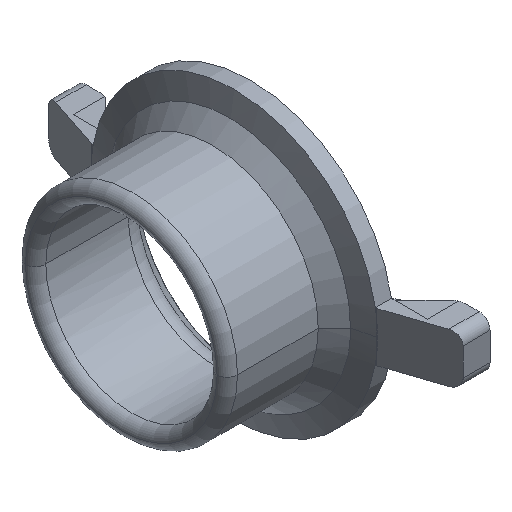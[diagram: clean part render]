
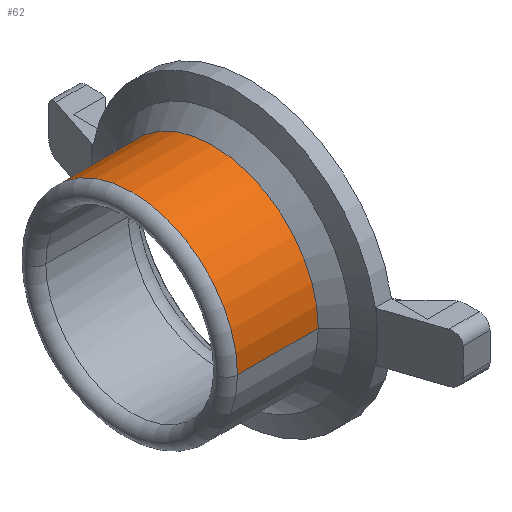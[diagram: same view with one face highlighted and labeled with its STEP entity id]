
A CAD part, isometric view. The second image highlights one B-rep face of the part: STEP entity #62.
In plain terms, the highlighted cylindrical face has radius 9.8 mm (diameter 19.6 mm), a partial arc.
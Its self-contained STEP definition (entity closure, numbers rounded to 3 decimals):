
#62=ADVANCED_FACE('',(#117),#524,.T.);
#117=FACE_OUTER_BOUND('',#172,.F.);
#172=EDGE_LOOP('',(#231,#232,#233,#234));
#231=ORIENTED_EDGE('',*,*,#749,.T.);
#232=ORIENTED_EDGE('',*,*,#745,.F.);
#233=ORIENTED_EDGE('',*,*,#750,.F.);
#234=ORIENTED_EDGE('',*,*,#747,.T.);
#524=CYLINDRICAL_SURFACE('',#1109,9.8);
#563=LINE('',#1659,#643);
#564=LINE('',#1660,#644);
#643=VECTOR('',#1223,7.5);
#644=VECTOR('',#1224,7.5);
#745=EDGE_CURVE('',#964,#963,#871,.T.);
#747=EDGE_CURVE('',#962,#961,#873,.T.);
#749=EDGE_CURVE('',#961,#963,#563,.T.);
#750=EDGE_CURVE('',#962,#964,#564,.T.);
#871=CIRCLE('',#1058,9.8);
#873=CIRCLE('',#1060,9.8);
#961=VERTEX_POINT('',#1533);
#962=VERTEX_POINT('',#1534);
#963=VERTEX_POINT('',#1535);
#964=VERTEX_POINT('',#1536);
#1058=AXIS2_PLACEMENT_3D('',#1655,#1215,#1216);
#1060=AXIS2_PLACEMENT_3D('',#1657,#1219,#1220);
#1109=AXIS2_PLACEMENT_3D('',#1768,#1379,#1380);
#1215=DIRECTION('',(-1.,0.,0.));
#1216=DIRECTION('',(0.,-1.,0.));
#1219=DIRECTION('',(-1.,0.,0.));
#1220=DIRECTION('',(0.,-1.,0.));
#1223=DIRECTION('',(1.,0.,0.));
#1224=DIRECTION('',(1.,0.,0.));
#1379=DIRECTION('',(-1.,0.,0.));
#1380=DIRECTION('',(0.,-1.,0.));
#1533=CARTESIAN_POINT('',(79.165,-40.2,128.5));
#1534=CARTESIAN_POINT('',(79.165,-59.8,128.5));
#1535=CARTESIAN_POINT('',(86.665,-40.2,128.5));
#1536=CARTESIAN_POINT('',(86.665,-59.8,128.5));
#1655=CARTESIAN_POINT('',(86.665,-50.,128.5));
#1657=CARTESIAN_POINT('',(79.165,-50.,128.5));
#1659=CARTESIAN_POINT('',(79.165,-40.2,128.5));
#1660=CARTESIAN_POINT('',(79.165,-59.8,128.5));
#1768=CARTESIAN_POINT('',(78.165,-50.,128.5));
